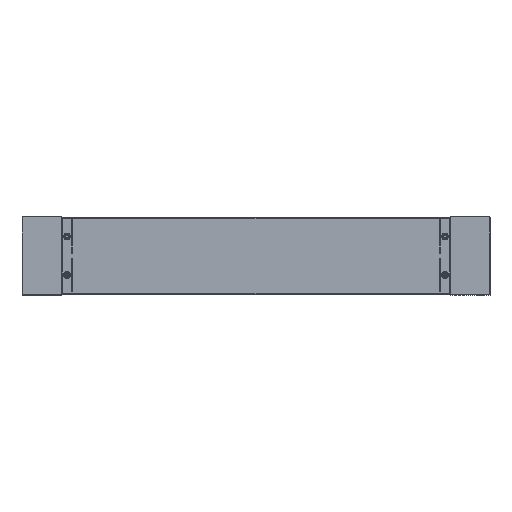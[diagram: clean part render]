
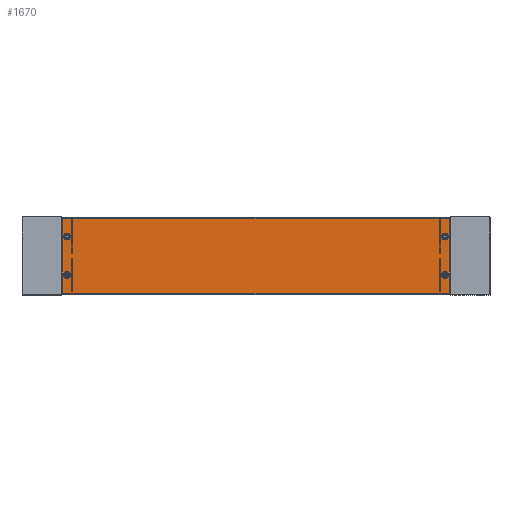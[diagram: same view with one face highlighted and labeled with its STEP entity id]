
A CAD part, top view. The second image highlights one B-rep face of the part: STEP entity #1670.
In plain terms, the highlighted planar face has unit normal (0, 0, 1).
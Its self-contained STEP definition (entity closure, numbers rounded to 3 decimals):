
#45 = VECTOR ( 'NONE', #3579, 1000. ) ;
#84 = CARTESIAN_POINT ( 'NONE',  ( -492.009, -49.5, 0.75 ) ) ;
#115 = VERTEX_POINT ( 'NONE', #4708 ) ;
#121 = DIRECTION ( 'NONE',  ( 0., 0., -1. ) ) ;
#152 = CARTESIAN_POINT ( 'NONE',  ( -484.5, -49.5, 0.75 ) ) ;
#237 = CARTESIAN_POINT ( 'NONE',  ( -484.5, -49.5, 0.75 ) ) ;
#238 = ORIENTED_EDGE ( 'NONE', *, *, #5773, .T. ) ;
#354 = EDGE_CURVE ( 'NONE', #3298, #3380, #2155, .T. ) ;
#360 = EDGE_CURVE ( 'NONE', #1709, #1358, #2118, .T. ) ;
#397 = AXIS2_PLACEMENT_3D ( 'NONE', #1059, #4805, #1604 ) ;
#426 = ORIENTED_EDGE ( 'NONE', *, *, #4915, .T. ) ;
#621 = AXIS2_PLACEMENT_3D ( 'NONE', #3363, #121, #3901 ) ;
#638 = VERTEX_POINT ( 'NONE', #4036 ) ;
#683 = CARTESIAN_POINT ( 'NONE',  ( 492.009, -49.5, 0.75 ) ) ;
#709 = DIRECTION ( 'NONE',  ( -1., 0., 0. ) ) ;
#742 = AXIS2_PLACEMENT_3D ( 'NONE', #5564, #2322, #6112 ) ;
#755 = DIRECTION ( 'NONE',  ( 0., 0., -1. ) ) ;
#770 = AXIS2_PLACEMENT_3D ( 'NONE', #3989, #755, #4518 ) ;
#788 = DIRECTION ( 'NONE',  ( -1., 0., 0. ) ) ;
#836 = AXIS2_PLACEMENT_3D ( 'NONE', #152, #3946, #709 ) ;
#911 = CIRCLE ( 'NONE', #397, 7.509 ) ;
#1059 = CARTESIAN_POINT ( 'NONE',  ( 484.5, 49.5, 0.75 ) ) ;
#1256 = AXIS2_PLACEMENT_3D ( 'NONE', #1854, #5629, #2389 ) ;
#1358 = VERTEX_POINT ( 'NONE', #84 ) ;
#1381 = ORIENTED_EDGE ( 'NONE', *, *, #354, .T. ) ;
#1437 = CARTESIAN_POINT ( 'NONE',  ( -496., 0., 0.75 ) ) ;
#1445 = ORIENTED_EDGE ( 'NONE', *, *, #2052, .T. ) ;
#1447 = CARTESIAN_POINT ( 'NONE',  ( -492.009, 49.5, 0.75 ) ) ;
#1464 = CARTESIAN_POINT ( 'NONE',  ( 0., 0., 0.75 ) ) ;
#1549 = CIRCLE ( 'NONE', #5810, 7.509 ) ;
#1604 = DIRECTION ( 'NONE',  ( -1., 0., 0. ) ) ;
#1646 = CARTESIAN_POINT ( 'NONE',  ( 496., 96., 0.75 ) ) ;
#1670 = ADVANCED_FACE ( 'NONE', ( #6231, #5976, #4171, #4932, #4396 ), #4686, .F. ) ;
#1709 = VERTEX_POINT ( 'NONE', #4177 ) ;
#1779 = VERTEX_POINT ( 'NONE', #4500 ) ;
#1854 = CARTESIAN_POINT ( 'NONE',  ( 484.5, -49.5, 0.75 ) ) ;
#1896 = ORIENTED_EDGE ( 'NONE', *, *, #6185, .T. ) ;
#1942 = CARTESIAN_POINT ( 'NONE',  ( 496., -96., 0.75 ) ) ;
#2024 = DIRECTION ( 'NONE',  ( -1., 0., 0. ) ) ;
#2052 = EDGE_CURVE ( 'NONE', #3380, #3298, #1549, .T. ) ;
#2118 = CIRCLE ( 'NONE', #836, 7.509 ) ;
#2136 = DIRECTION ( 'NONE',  ( 0., 0., -1. ) ) ;
#2144 = ORIENTED_EDGE ( 'NONE', *, *, #6865, .T. ) ;
#2155 = CIRCLE ( 'NONE', #742, 7.509 ) ;
#2282 = AXIS2_PLACEMENT_3D ( 'NONE', #1464, #5241, #2024 ) ;
#2293 = DIRECTION ( 'NONE',  ( 1., 0., 0. ) ) ;
#2322 = DIRECTION ( 'NONE',  ( 0., 0., -1. ) ) ;
#2389 = DIRECTION ( 'NONE',  ( -1., 0., 0. ) ) ;
#2930 = VERTEX_POINT ( 'NONE', #1646 ) ;
#3298 = VERTEX_POINT ( 'NONE', #1447 ) ;
#3338 = EDGE_LOOP ( 'NONE', ( #6452, #238, #3896, #426 ) ) ;
#3352 = CARTESIAN_POINT ( 'NONE',  ( 0., -96., 0.75 ) ) ;
#3363 = CARTESIAN_POINT ( 'NONE',  ( 484.5, -49.5, 0.75 ) ) ;
#3380 = VERTEX_POINT ( 'NONE', #5842 ) ;
#3579 = DIRECTION ( 'NONE',  ( 0., 1., 0. ) ) ;
#3586 = VECTOR ( 'NONE', #2293, 1000. ) ;
#3757 = EDGE_CURVE ( 'NONE', #6304, #4248, #5986, .T. ) ;
#3780 = VERTEX_POINT ( 'NONE', #683 ) ;
#3833 = CIRCLE ( 'NONE', #4444, 7.509 ) ;
#3896 = ORIENTED_EDGE ( 'NONE', *, *, #3757, .T. ) ;
#3901 = DIRECTION ( 'NONE',  ( -1., 0., 0. ) ) ;
#3946 = DIRECTION ( 'NONE',  ( 0., 0., -1. ) ) ;
#3989 = CARTESIAN_POINT ( 'NONE',  ( 484.5, 49.5, 0.75 ) ) ;
#4018 = EDGE_LOOP ( 'NONE', ( #1445, #1381 ) ) ;
#4026 = LINE ( 'NONE', #6857, #45 ) ;
#4027 = DIRECTION ( 'NONE',  ( 0., 0., -1. ) ) ;
#4036 = CARTESIAN_POINT ( 'NONE',  ( 476.991, 49.5, 0.75 ) ) ;
#4142 = ORIENTED_EDGE ( 'NONE', *, *, #6369, .T. ) ;
#4171 = FACE_BOUND ( 'NONE', #5266, .T. ) ;
#4177 = CARTESIAN_POINT ( 'NONE',  ( -476.991, -49.5, 0.75 ) ) ;
#4248 = VERTEX_POINT ( 'NONE', #1942 ) ;
#4357 = ORIENTED_EDGE ( 'NONE', *, *, #4715, .T. ) ;
#4374 = ORIENTED_EDGE ( 'NONE', *, *, #6586, .T. ) ;
#4396 = FACE_BOUND ( 'NONE', #6524, .T. ) ;
#4443 = VERTEX_POINT ( 'NONE', #7024 ) ;
#4444 = AXIS2_PLACEMENT_3D ( 'NONE', #237, #4027, #788 ) ;
#4500 = CARTESIAN_POINT ( 'NONE',  ( 492.009, 49.5, 0.75 ) ) ;
#4518 = DIRECTION ( 'NONE',  ( -1., 0., 0. ) ) ;
#4686 = PLANE ( 'NONE',  #2282 ) ;
#4708 = CARTESIAN_POINT ( 'NONE',  ( -496., 96., 0.75 ) ) ;
#4715 = EDGE_CURVE ( 'NONE', #1779, #638, #5830, .T. ) ;
#4805 = DIRECTION ( 'NONE',  ( 0., 0., -1. ) ) ;
#4915 = EDGE_CURVE ( 'NONE', #4248, #2930, #4026, .T. ) ;
#4929 = DIRECTION ( 'NONE',  ( -1., 0., 0. ) ) ;
#4932 = FACE_BOUND ( 'NONE', #5205, .T. ) ;
#5205 = EDGE_LOOP ( 'NONE', ( #1896, #4374 ) ) ;
#5241 = DIRECTION ( 'NONE',  ( 0., 0., -1. ) ) ;
#5266 = EDGE_LOOP ( 'NONE', ( #5402, #2144 ) ) ;
#5300 = LINE ( 'NONE', #1437, #5471 ) ;
#5364 = CARTESIAN_POINT ( 'NONE',  ( -484.5, 49.5, 0.75 ) ) ;
#5392 = CIRCLE ( 'NONE', #1256, 7.509 ) ;
#5402 = ORIENTED_EDGE ( 'NONE', *, *, #360, .T. ) ;
#5471 = VECTOR ( 'NONE', #5782, 1000. ) ;
#5564 = CARTESIAN_POINT ( 'NONE',  ( -484.5, 49.5, 0.75 ) ) ;
#5629 = DIRECTION ( 'NONE',  ( 0., 0., -1. ) ) ;
#5773 = EDGE_CURVE ( 'NONE', #115, #6304, #5300, .T. ) ;
#5782 = DIRECTION ( 'NONE',  ( 0., -1., 0. ) ) ;
#5810 = AXIS2_PLACEMENT_3D ( 'NONE', #5364, #2136, #5925 ) ;
#5830 = CIRCLE ( 'NONE', #770, 7.509 ) ;
#5842 = CARTESIAN_POINT ( 'NONE',  ( -476.991, 49.5, 0.75 ) ) ;
#5925 = DIRECTION ( 'NONE',  ( -1., 0., 0. ) ) ;
#5976 = FACE_BOUND ( 'NONE', #4018, .T. ) ;
#5986 = LINE ( 'NONE', #3352, #3586 ) ;
#6112 = DIRECTION ( 'NONE',  ( -1., 0., 0. ) ) ;
#6185 = EDGE_CURVE ( 'NONE', #3780, #4443, #5392, .T. ) ;
#6231 = FACE_OUTER_BOUND ( 'NONE', #3338, .T. ) ;
#6244 = CIRCLE ( 'NONE', #621, 7.509 ) ;
#6304 = VERTEX_POINT ( 'NONE', #6329 ) ;
#6316 = VECTOR ( 'NONE', #4929, 1000. ) ;
#6322 = LINE ( 'NONE', #6582, #6316 ) ;
#6329 = CARTESIAN_POINT ( 'NONE',  ( -496., -96., 0.75 ) ) ;
#6369 = EDGE_CURVE ( 'NONE', #638, #1779, #911, .T. ) ;
#6452 = ORIENTED_EDGE ( 'NONE', *, *, #6544, .T. ) ;
#6524 = EDGE_LOOP ( 'NONE', ( #4357, #4142 ) ) ;
#6544 = EDGE_CURVE ( 'NONE', #2930, #115, #6322, .T. ) ;
#6582 = CARTESIAN_POINT ( 'NONE',  ( 0., 96., 0.75 ) ) ;
#6586 = EDGE_CURVE ( 'NONE', #4443, #3780, #6244, .T. ) ;
#6857 = CARTESIAN_POINT ( 'NONE',  ( 496., 0., 0.75 ) ) ;
#6865 = EDGE_CURVE ( 'NONE', #1358, #1709, #3833, .T. ) ;
#7024 = CARTESIAN_POINT ( 'NONE',  ( 476.991, -49.5, 0.75 ) ) ;
